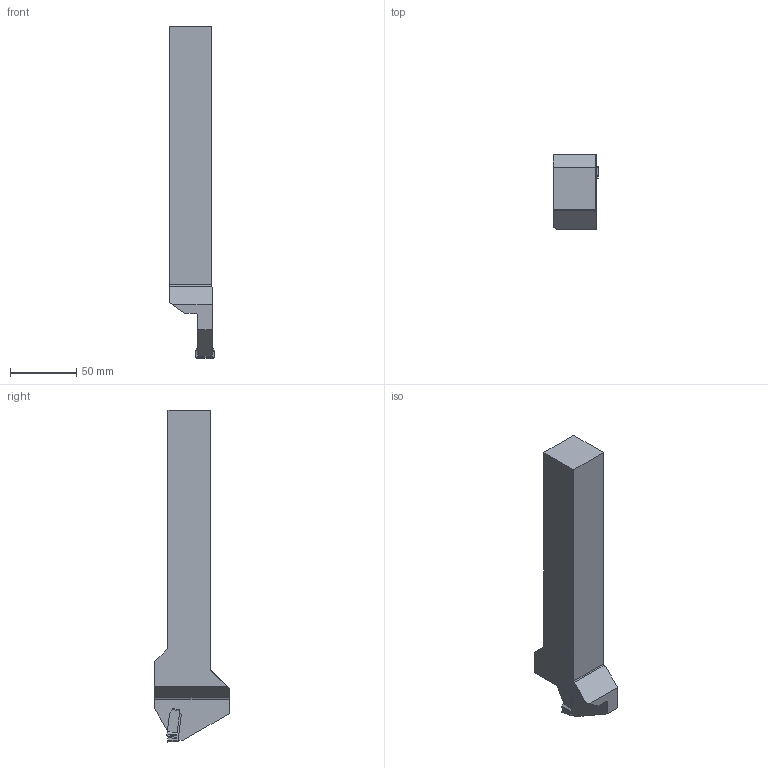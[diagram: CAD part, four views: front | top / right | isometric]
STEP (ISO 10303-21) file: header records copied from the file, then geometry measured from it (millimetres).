
FILE_DESCRIPTION(/* description */ (''),/* implementation_level */ '2;1');
FILE_NAME(/* name */ '1553153327145.stp',/* time_stamp */ '2019-03-21T12:59:09+05:00',/* author */ (''),/* organization */ ('SMS'),/* preprocessor_version */ 'ST-DEVELOPER v15',/* originating_system */ 'SIEMENS PLM Software NX 8.5',/* authorisation */ '');
FILE_SCHEMA (('AUTOMOTIVE_DESIGN { 1 0 10303 214 3 1 1 1 }'));
Length unit declared in the file: millimetre
Products named in the file (4): ASSEMBLY_CONSTRUCTION; 201539480mod000_00; 202048390mod000_00; 202048388mod000_00
Assembly tree (3 placements, depth 2):
  202048388mod000_00
    202048390mod000_00
    201539480mod000_00
    ASSEMBLY_CONSTRUCTION
Bounding box: 34.54 x 56.15 x 249.96 mm (x, y, z)
Volume: 248323.7 mm3; surface area: 35530.8 mm2
Topology: 2 solids, 2 shells, 84 faces, 237 edges, 163 vertices
Faces by surface type: plane 41, bspline 25, cylinder 16, extrusion 2
Entity records: 3482 total; most frequent: CARTESIAN_POINT 1408, ORIENTED_EDGE 472, DIRECTION 296, EDGE_CURVE 236, VERTEX_POINT 156, VECTOR 112, LINE 110, B_SPLINE_CURVE_WITH_KNOTS 97
